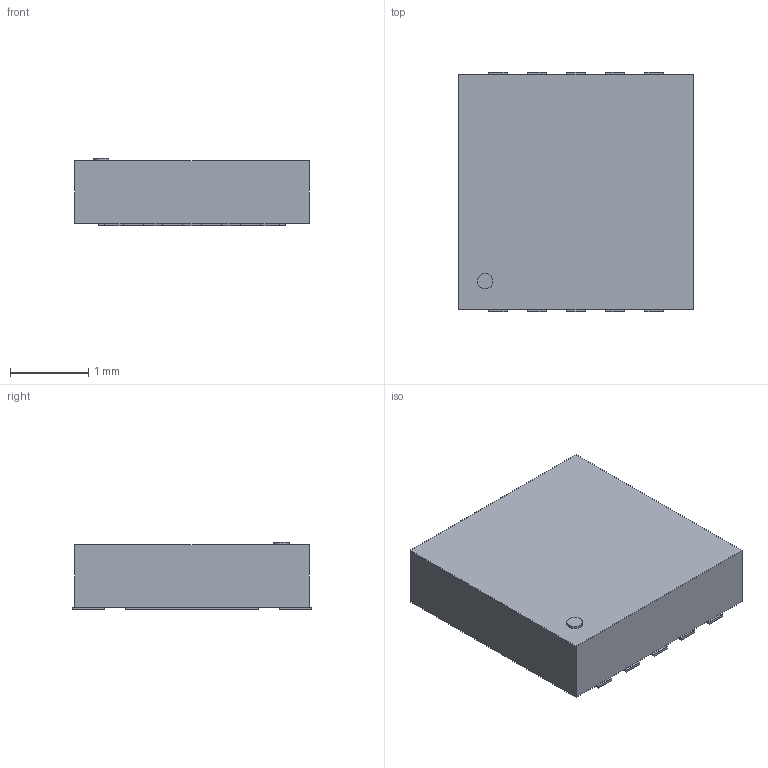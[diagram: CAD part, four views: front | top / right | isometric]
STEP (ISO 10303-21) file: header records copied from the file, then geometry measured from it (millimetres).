
FILE_DESCRIPTION(/* description */ (''),/* implementation_level */ '2;1');
FILE_NAME(/* name */ 'MLPD3x3.step',/* time_stamp */ '2020-01-26T16:15:52-05:00',/* author */ (''),/* organization */ (''),/* preprocessor_version */ 'ST-DEVELOPER v18',/* originating_system */ 'Autodesk Translation Framework v8.12.0.6',/* authorisation */ '');
FILE_SCHEMA (('AUTOMOTIVE_DESIGN { 1 0 10303 214 3 1 1 }'));
Length unit declared in the file: millimetre
Products named in the file (2): MLPD3x3; Component1
Assembly tree (1 placements, depth 2):
  MLPD3x3
    Component1
Bounding box: 3 x 3.06 x 0.86 mm (x, y, z)
Volume: 7.4 mm3; surface area: 38.7 mm2
Topology: 14 solids, 14 shells, 81 faces, 159 edges, 106 vertices
Faces by surface type: plane 80, cylinder 1
Full cylindrical faces by diameter (mm): 0.2 x1
Entity records: 2105 total; most frequent: CARTESIAN_POINT 349, DIRECTION 329, ORIENTED_EDGE 318, EDGE_CURVE 159, LINE 157, VECTOR 157, VERTEX_POINT 106, AXIS2_PLACEMENT_3D 86
